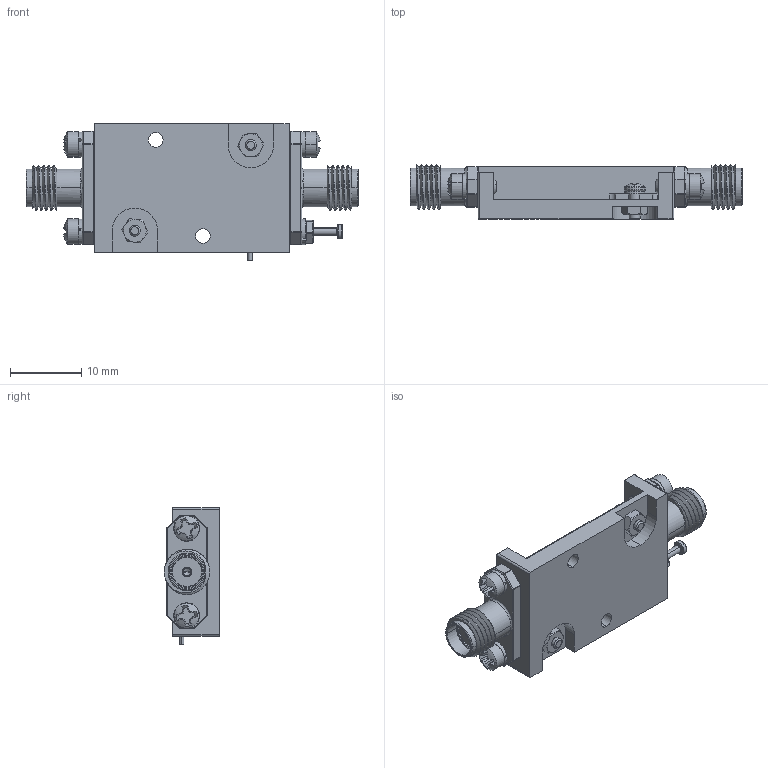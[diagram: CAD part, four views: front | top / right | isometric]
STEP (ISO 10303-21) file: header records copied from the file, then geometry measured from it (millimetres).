
FILE_DESCRIPTION (( 'STEP AP214' ), '1' );
FILE_NAME ('PUB-15-30M20G-20-LCA.STEP', '2025-09-25T20:09:23', ( '' ), ( '' ), 'SwSTEP 2.0', 'SolidWorks 2024', '' );
FILE_SCHEMA (( 'AUTOMOTIVE_DESIGN' ));
Length unit declared in the file: inch
Products named in the file (1): PUB-15-30M20G-20-LCA
Bounding box: 46.48 x 7.75 x 19.18 mm (x, y, z)
Volume: 3218.1 mm3; surface area: 4378.3 mm2
Topology: 26 solids, 26 shells, 970 faces, 3235 edges, 2440 vertices
Faces by surface type: plane 387, cylinder 281, cone 110, torus 103, sphere 69, bspline 20
Entity records: 49326 total; most frequent: CARTESIAN_POINT 14763, ORIENTED_EDGE 6398, DIRECTION 5345, EDGE_CURVE 3199, VERTEX_POINT 2440, AXIS2_PLACEMENT_3D 1902, VECTOR 1541, LINE 1541
